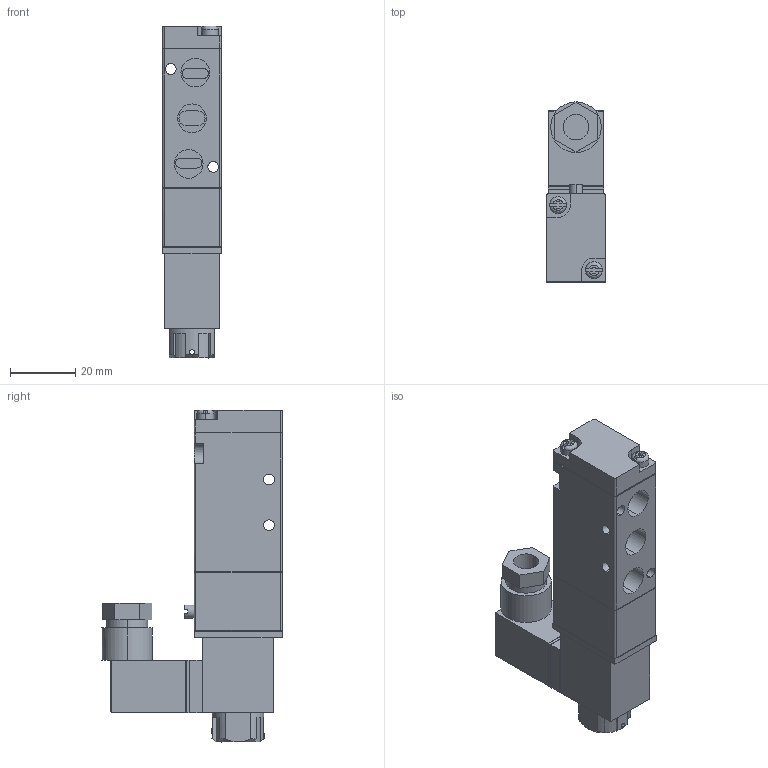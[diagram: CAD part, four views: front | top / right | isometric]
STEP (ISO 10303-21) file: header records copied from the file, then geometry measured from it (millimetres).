
FILE_DESCRIPTION (( 'STEP AP203' ), '1' );
FILE_NAME ('4V110.STEP', '2015-11-09T18:39:38', ( '' ), ( '' ), 'SwSTEP 2.0', 'SolidWorks 2015', '' );
FILE_SCHEMA (( 'CONFIG_CONTROL_DESIGN' ));
Length unit declared in the file: millimetre
Products named in the file (1): 4V110
Bounding box: 18 x 55.25 x 101.8 mm (x, y, z)
Volume: 50073.4 mm3; surface area: 15182.5 mm2
Topology: 1 solids, 1 shells, 257 faces, 649 edges, 419 vertices
Faces by surface type: plane 173, cylinder 70, bspline 7, cone 7
Entity records: 7964 total; most frequent: CARTESIAN_POINT 1700, ORIENTED_EDGE 1298, DIRECTION 1259, EDGE_CURVE 649, LINE 439, VECTOR 439, VERTEX_POINT 419, AXIS2_PLACEMENT_3D 410
